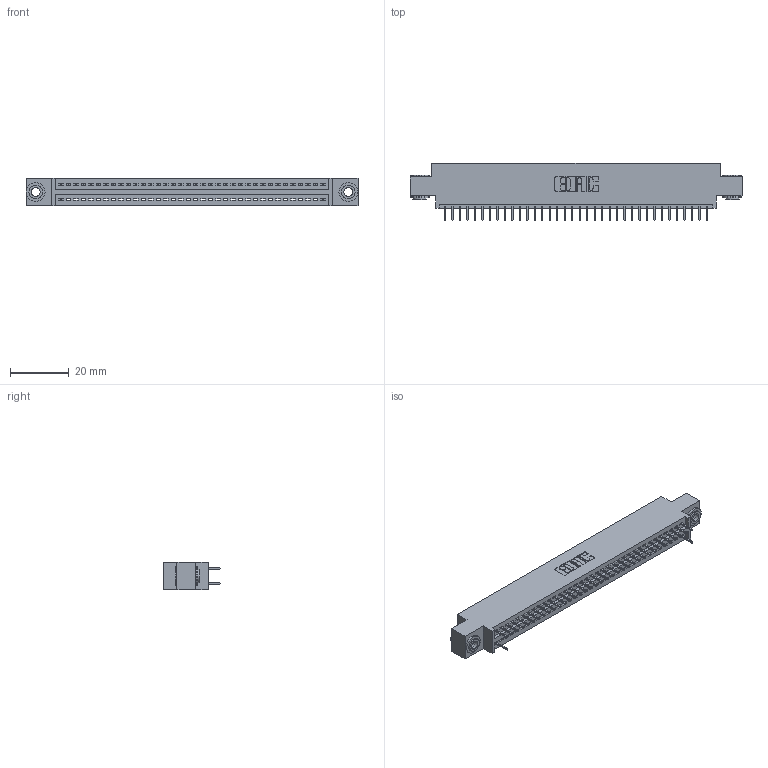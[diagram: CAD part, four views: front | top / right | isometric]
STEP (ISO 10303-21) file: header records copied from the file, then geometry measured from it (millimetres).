
FILE_DESCRIPTION (( 'STEP AP203' ), '1' );
FILE_NAME ('395-072-524-803.STEP', '2018-11-27T10:43:11', ( '' ), ( '' ), 'SwSTEP 2.0', 'SolidWorks 2016', '' );
FILE_SCHEMA (( 'CONFIG_CONTROL_DESIGN' ));
Length unit declared in the file: inch
Products named in the file (4): 395-072-524-803; 345 Part_0.170 Offset - 0.156 Dia-TH; 345-292-001_345-293-124; 345-250-002_345-250-002-102
Assembly tree (41 placements, depth 2):
  395-072-524-803
    345 Part_0.170 Offset - 0.156 Dia-TH
    345-292-001_345-293-124  x38
    345-250-002_345-250-002-102  x2
Bounding box: 112.65 x 19.35 x 9.4 mm (x, y, z)
Volume: 10429.2 mm3; surface area: 13760.6 mm2
Topology: 41 solids, 41 shells, 2492 faces, 7161 edges, 4618 vertices
Faces by surface type: plane 1814, cylinder 670, cone 8
Entity records: 28822 total; most frequent: CARTESIAN_POINT 4961, ORIENTED_EDGE 4922, DIRECTION 4375, EDGE_CURVE 2461, VECTOR 2165, LINE 2165, VERTEX_POINT 1634, AXIS2_PLACEMENT_3D 1105
